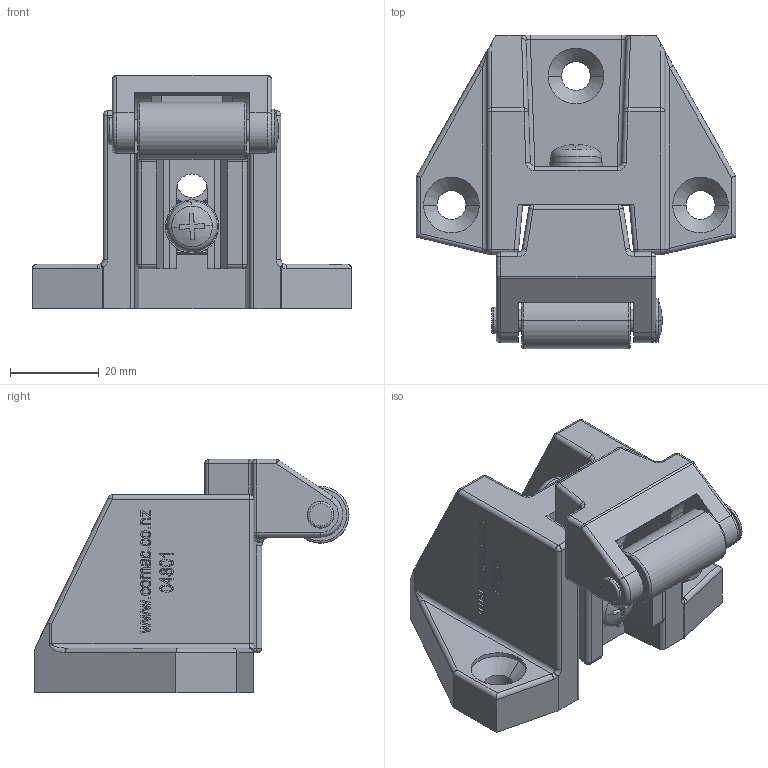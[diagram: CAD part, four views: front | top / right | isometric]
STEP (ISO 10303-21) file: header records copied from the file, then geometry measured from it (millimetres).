
FILE_DESCRIPTION (( 'STEP AP214' ), '1' );
FILE_NAME ('04801-Cooler Latch Flush Strike Chrome.STEP', '2018-11-13T23:29:02', ( '' ), ( '' ), 'SwSTEP 2.0', 'SolidWorks 2018', '' );
FILE_SCHEMA (( 'AUTOMOTIVE_DESIGN' ));
Length unit declared in the file: millimetre
Products named in the file (4): 4801 roller; 04801-Cooler Latch Flush Strike Chrome; 4801 screw; 4801 mount
Assembly tree (4 placements, depth 2):
  04801-Cooler Latch Flush Strike Chrome
    4801 mount
    4801 roller
    4801 screw  x2
Bounding box: 71.8 x 70.6 x 52.5 mm (x, y, z)
Volume: 61695.8 mm3; surface area: 27478.9 mm2
Topology: 4 solids, 4 shells, 1392 faces, 3388 edges, 2171 vertices
Faces by surface type: plane 896, cylinder 284, bspline 130, sphere 34, cone 30, torus 18
Entity records: 47291 total; most frequent: CARTESIAN_POINT 17470, ORIENTED_EDGE 6338, DIRECTION 5494, EDGE_CURVE 3169, LINE 2306, VECTOR 2306, VERTEX_POINT 2049, AXIS2_PLACEMENT_3D 1594
